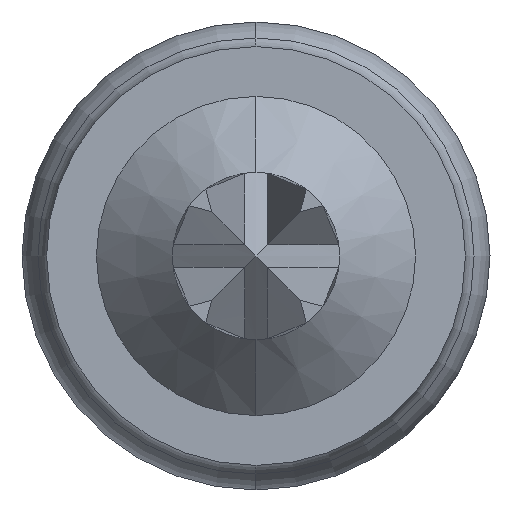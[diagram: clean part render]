
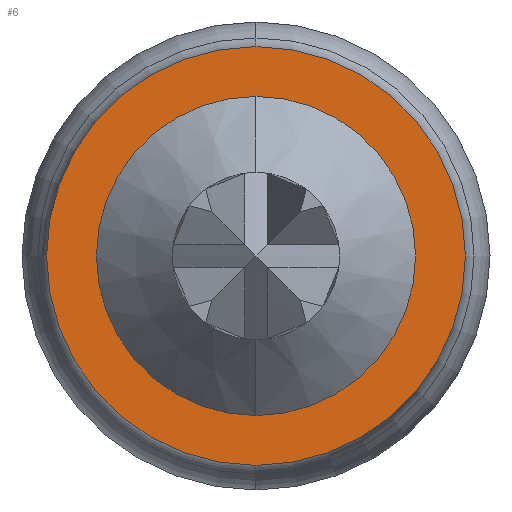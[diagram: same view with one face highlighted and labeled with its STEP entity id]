
A CAD part, left-side view. The second image highlights one B-rep face of the part: STEP entity #6.
In plain terms, the highlighted planar face has unit normal (-1, 0, 0).
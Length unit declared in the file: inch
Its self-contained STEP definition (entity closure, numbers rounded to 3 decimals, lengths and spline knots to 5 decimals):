
#6 = ADVANCED_FACE ( 'NONE', ( #477, #537 ), #1131, .T. ) ;
#78 = DIRECTION ( 'NONE',  ( 0., -1., 0. ) ) ;
#129 = CARTESIAN_POINT ( 'NONE',  ( 0., 0., 0. ) ) ;
#135 = DIRECTION ( 'NONE',  ( -1., 0., 0. ) ) ;
#147 = DIRECTION ( 'NONE',  ( -1., 0., 0. ) ) ;
#168 = DIRECTION ( 'NONE',  ( -1., 0., 0. ) ) ;
#174 = DIRECTION ( 'NONE',  ( 0., -1., 0. ) ) ;
#194 = AXIS2_PLACEMENT_3D ( 'NONE', #314, #147, #866 ) ;
#220 = AXIS2_PLACEMENT_3D ( 'NONE', #129, #135, #78 ) ;
#269 = CARTESIAN_POINT ( 'NONE',  ( 0., 0.0129, 0. ) ) ;
#279 = DIRECTION ( 'NONE',  ( -1., 0., 0. ) ) ;
#282 = AXIS2_PLACEMENT_3D ( 'NONE', #269, #279, #284 ) ;
#284 = DIRECTION ( 'NONE',  ( 0., 0., 1. ) ) ;
#314 = CARTESIAN_POINT ( 'NONE',  ( 0., 0., 0. ) ) ;
#411 = AXIS2_PLACEMENT_3D ( 'NONE', #554, #168, #174 ) ;
#425 = EDGE_LOOP ( 'NONE', ( #1106, #877 ) ) ;
#477 = FACE_BOUND ( 'NONE', #1699, .T. ) ;
#537 = FACE_OUTER_BOUND ( 'NONE', #425, .T. ) ;
#554 = CARTESIAN_POINT ( 'NONE',  ( 0., 0., 0. ) ) ;
#571 = CARTESIAN_POINT ( 'NONE',  ( 0., 0., 0.0105 ) ) ;
#628 = AXIS2_PLACEMENT_3D ( 'NONE', #2014, #1998, #1955 ) ;
#737 = CIRCLE ( 'NONE', #220, 0.0105 ) ;
#792 = CIRCLE ( 'NONE', #628, 0.01378 ) ;
#803 = VERTEX_POINT ( 'NONE', #1388 ) ;
#866 = DIRECTION ( 'NONE',  ( 0., 0., 1. ) ) ;
#877 = ORIENTED_EDGE ( 'NONE', *, *, #1051, .T. ) ;
#990 = VERTEX_POINT ( 'NONE', #1944 ) ;
#1032 = EDGE_CURVE ( 'NONE', #1247, #990, #737, .T. ) ;
#1051 = EDGE_CURVE ( 'NONE', #803, #1244, #1968, .T. ) ;
#1106 = ORIENTED_EDGE ( 'NONE', *, *, #1645, .T. ) ;
#1131 = PLANE ( 'NONE',  #282 ) ;
#1206 = CARTESIAN_POINT ( 'NONE',  ( 0., 0., 0.01378 ) ) ;
#1244 = VERTEX_POINT ( 'NONE', #1206 ) ;
#1247 = VERTEX_POINT ( 'NONE', #571 ) ;
#1329 = EDGE_CURVE ( 'NONE', #990, #1247, #1459, .T. ) ;
#1388 = CARTESIAN_POINT ( 'NONE',  ( 0., 0., -0.01378 ) ) ;
#1459 = CIRCLE ( 'NONE', #411, 0.0105 ) ;
#1645 = EDGE_CURVE ( 'NONE', #1244, #803, #792, .T. ) ;
#1699 = EDGE_LOOP ( 'NONE', ( #2064, #1914 ) ) ;
#1914 = ORIENTED_EDGE ( 'NONE', *, *, #1032, .F. ) ;
#1944 = CARTESIAN_POINT ( 'NONE',  ( 0., 0., -0.0105 ) ) ;
#1955 = DIRECTION ( 'NONE',  ( 0., 0., 1. ) ) ;
#1968 = CIRCLE ( 'NONE', #194, 0.01378 ) ;
#1998 = DIRECTION ( 'NONE',  ( -1., 0., 0. ) ) ;
#2014 = CARTESIAN_POINT ( 'NONE',  ( 0., 0., 0. ) ) ;
#2064 = ORIENTED_EDGE ( 'NONE', *, *, #1329, .F. ) ;
